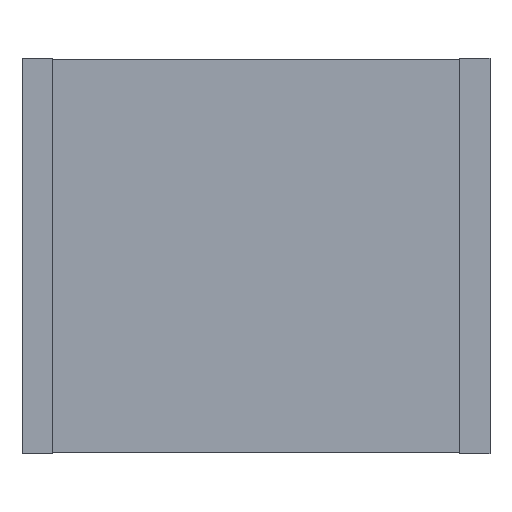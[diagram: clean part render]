
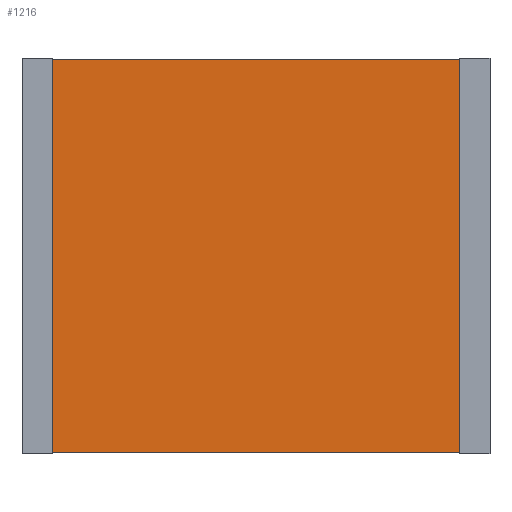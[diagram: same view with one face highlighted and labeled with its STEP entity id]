
A CAD part, front view. The second image highlights one B-rep face of the part: STEP entity #1216.
In plain terms, the highlighted planar face has unit normal (0, -1, 0).
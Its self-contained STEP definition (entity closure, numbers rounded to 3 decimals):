
#117 = VECTOR ( 'NONE', #1768, 1000. ) ;
#121 = VERTEX_POINT ( 'NONE', #1384 ) ;
#138 = CARTESIAN_POINT ( 'NONE',  ( 7.19, 0., -6.48 ) ) ;
#184 = VERTEX_POINT ( 'NONE', #138 ) ;
#265 = LINE ( 'NONE', #1016, #1003 ) ;
#338 = ORIENTED_EDGE ( 'NONE', *, *, #343, .T. ) ;
#343 = EDGE_CURVE ( 'NONE', #1676, #604, #2054, .T. ) ;
#345 = ORIENTED_EDGE ( 'NONE', *, *, #1870, .F. ) ;
#464 = DIRECTION ( 'NONE',  ( 0., -1., 0. ) ) ;
#604 = VERTEX_POINT ( 'NONE', #2245 ) ;
#617 = LINE ( 'NONE', #2150, #1897 ) ;
#749 = EDGE_LOOP ( 'NONE', ( #2475, #1022, #345, #338 ) ) ;
#811 = LINE ( 'NONE', #2166, #117 ) ;
#837 = DIRECTION ( 'NONE',  ( 0., 0., 1. ) ) ;
#898 = EDGE_CURVE ( 'NONE', #184, #121, #265, .T. ) ;
#1003 = VECTOR ( 'NONE', #837, 1000. ) ;
#1016 = CARTESIAN_POINT ( 'NONE',  ( 7.19, 0., 0. ) ) ;
#1022 = ORIENTED_EDGE ( 'NONE', *, *, #898, .T. ) ;
#1216 = ADVANCED_FACE ( 'NONE', ( #2111 ), #2505, .T. ) ;
#1232 = CARTESIAN_POINT ( 'NONE',  ( 0.49, 0., 0. ) ) ;
#1236 = DIRECTION ( 'NONE',  ( 0., 0., -1. ) ) ;
#1332 = AXIS2_PLACEMENT_3D ( 'NONE', #1978, #464, #1236 ) ;
#1384 = CARTESIAN_POINT ( 'NONE',  ( 7.19, 0., 0. ) ) ;
#1409 = DIRECTION ( 'NONE',  ( -1., 0., 0. ) ) ;
#1443 = VECTOR ( 'NONE', #1678, 1000. ) ;
#1564 = EDGE_CURVE ( 'NONE', #184, #604, #617, .T. ) ;
#1676 = VERTEX_POINT ( 'NONE', #1232 ) ;
#1678 = DIRECTION ( 'NONE',  ( 0., 0., -1. ) ) ;
#1768 = DIRECTION ( 'NONE',  ( 1., 0., 0. ) ) ;
#1870 = EDGE_CURVE ( 'NONE', #1676, #121, #811, .T. ) ;
#1897 = VECTOR ( 'NONE', #1409, 1000. ) ;
#1978 = CARTESIAN_POINT ( 'NONE',  ( 0., 0., 0. ) ) ;
#2054 = LINE ( 'NONE', #2205, #1443 ) ;
#2111 = FACE_OUTER_BOUND ( 'NONE', #749, .T. ) ;
#2150 = CARTESIAN_POINT ( 'NONE',  ( 0., 0., -6.48 ) ) ;
#2166 = CARTESIAN_POINT ( 'NONE',  ( 0., 0., 0. ) ) ;
#2205 = CARTESIAN_POINT ( 'NONE',  ( 0.49, 0., 0. ) ) ;
#2245 = CARTESIAN_POINT ( 'NONE',  ( 0.49, 0., -6.48 ) ) ;
#2475 = ORIENTED_EDGE ( 'NONE', *, *, #1564, .F. ) ;
#2505 = PLANE ( 'NONE',  #1332 ) ;
